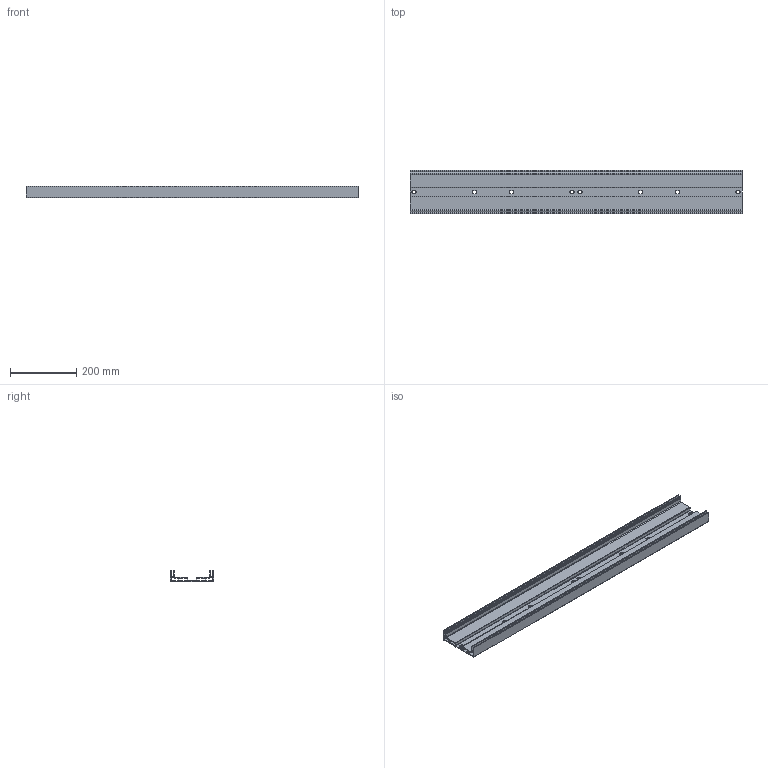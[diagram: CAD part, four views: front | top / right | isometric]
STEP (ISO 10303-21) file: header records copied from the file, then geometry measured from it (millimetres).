
FILE_DESCRIPTION(/* description */ (''),/* implementation_level */ '2;1');
FILE_NAME(/* name */ '6ES7194-4GC60-0AA0_3d.stp',/* time_stamp */ '2023-09-14T16:26:36+02:00',/* author */ (''),/* organization */ (''),/* preprocessor_version */ 'ST-DEVELOPER v18.102',/* originating_system */ 'SIEMENS PLM Software NX 2023',/* authorisation */ '');
FILE_SCHEMA (('AUTOMOTIVE_DESIGN { 1 0 10303 214 3 1 1 1 }'));
Length unit declared in the file: millimetre
Products named in the file (2): A5E30151665A_RS-AA_002_1-rack; A5E30151666A_RS-AA_002_1-CAx_6ES71944GC600AA0
Assembly tree (1 placements, depth 2):
  A5E30151666A_RS-AA_002_1-CAx_6ES71944GC600AA0
    A5E30151665A_RS-AA_002_1-rack
Bounding box: 1000 x 130.5 x 35.07 mm (x, y, z)
Volume: 1121113.2 mm3; surface area: 696401.1 mm2
Topology: 1 solids, 1 shells, 138 faces, 408 edges, 272 vertices
Faces by surface type: plane 72, cylinder 66
Entity records: 5731 total; most frequent: DIRECTION 826, CARTESIAN_POINT 823, ORIENTED_EDGE 816, EDGE_CURVE 408, LINE 276, VECTOR 276, AXIS2_PLACEMENT_3D 275, VERTEX_POINT 272
